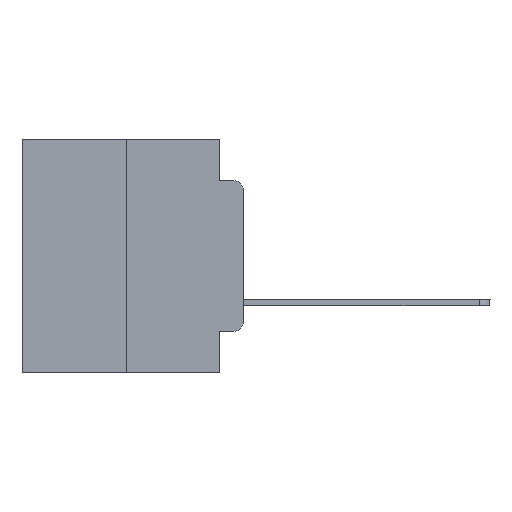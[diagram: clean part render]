
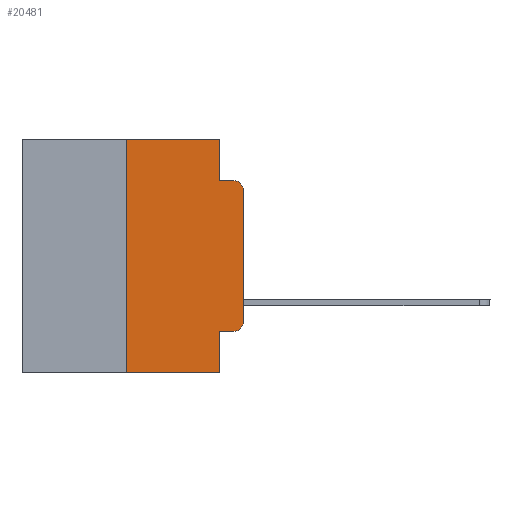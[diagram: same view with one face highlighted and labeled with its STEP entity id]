
A CAD part, left-side view. The second image highlights one B-rep face of the part: STEP entity #20481.
In plain terms, the highlighted planar face has unit normal (-1, 0, 0).
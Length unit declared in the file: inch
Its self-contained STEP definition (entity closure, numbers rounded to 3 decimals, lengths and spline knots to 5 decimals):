
#117 = VECTOR ( 'NONE', #11935, 39.37008 ) ;
#151 = EDGE_CURVE ( 'NONE', #6280, #19827, #7064, .T. ) ;
#484 = CARTESIAN_POINT ( 'NONE',  ( 0., 0.473, 0. ) ) ;
#859 = DIRECTION ( 'NONE',  ( 0., 0., -1. ) ) ;
#944 = ORIENTED_EDGE ( 'NONE', *, *, #17914, .T. ) ;
#984 = CARTESIAN_POINT ( 'NONE',  ( 0., 0.473, 0. ) ) ;
#1102 = EDGE_CURVE ( 'NONE', #4492, #12099, #7533, .T. ) ;
#1608 = LINE ( 'NONE', #17591, #5190 ) ;
#1856 = EDGE_LOOP ( 'NONE', ( #4291, #22819, #11342, #20733, #8107, #24088, #16413, #10720, #6372, #944 ) ) ;
#1889 = LINE ( 'NONE', #16145, #117 ) ;
#2262 = VERTEX_POINT ( 'NONE', #14881 ) ;
#3133 = LINE ( 'NONE', #23722, #7132 ) ;
#3654 = CARTESIAN_POINT ( 'NONE',  ( 0., 0., 0. ) ) ;
#4291 = ORIENTED_EDGE ( 'NONE', *, *, #10246, .T. ) ;
#4312 = CARTESIAN_POINT ( 'NONE',  ( 0., 0., -0.3915 ) ) ;
#4492 = VERTEX_POINT ( 'NONE', #23751 ) ;
#4929 = VERTEX_POINT ( 'NONE', #23691 ) ;
#5190 = VECTOR ( 'NONE', #7586, 39.37008 ) ;
#5392 = EDGE_CURVE ( 'NONE', #2262, #4492, #1608, .T. ) ;
#5607 = DIRECTION ( 'NONE',  ( -1., 0., 0. ) ) ;
#5613 = VERTEX_POINT ( 'NONE', #10837 ) ;
#5650 = LINE ( 'NONE', #3654, #16480 ) ;
#6280 = VERTEX_POINT ( 'NONE', #21060 ) ;
#6372 = ORIENTED_EDGE ( 'NONE', *, *, #10108, .T. ) ;
#6809 = PLANE ( 'NONE',  #18115 ) ;
#7010 = VERTEX_POINT ( 'NONE', #8605 ) ;
#7064 = LINE ( 'NONE', #21188, #25667 ) ;
#7129 = LINE ( 'NONE', #25054, #10594 ) ;
#7132 = VECTOR ( 'NONE', #19094, 39.37008 ) ;
#7335 = VERTEX_POINT ( 'NONE', #16837 ) ;
#7533 = LINE ( 'NONE', #13558, #16509 ) ;
#7586 = DIRECTION ( 'NONE',  ( 0., 0., -1. ) ) ;
#8107 = ORIENTED_EDGE ( 'NONE', *, *, #16109, .F. ) ;
#8605 = CARTESIAN_POINT ( 'NONE',  ( 0., 0.02, -0.4115 ) ) ;
#10108 = EDGE_CURVE ( 'NONE', #6280, #7010, #7129, .T. ) ;
#10246 = EDGE_CURVE ( 'NONE', #14877, #5613, #5650, .T. ) ;
#10594 = VECTOR ( 'NONE', #15157, 39.37008 ) ;
#10720 = ORIENTED_EDGE ( 'NONE', *, *, #151, .F. ) ;
#10837 = CARTESIAN_POINT ( 'NONE',  ( 0., 0., -0.1085 ) ) ;
#10903 = FACE_OUTER_BOUND ( 'NONE', #1856, .T. ) ;
#11228 = AXIS2_PLACEMENT_3D ( 'NONE', #19602, #5607, #13637 ) ;
#11342 = ORIENTED_EDGE ( 'NONE', *, *, #1102, .F. ) ;
#11603 = DIRECTION ( 'NONE',  ( 0., -1., 0. ) ) ;
#11637 = VECTOR ( 'NONE', #24396, 39.37008 ) ;
#11935 = DIRECTION ( 'NONE',  ( 0., 0., 1. ) ) ;
#12099 = VERTEX_POINT ( 'NONE', #19605 ) ;
#12287 = EDGE_CURVE ( 'NONE', #7335, #4929, #1889, .T. ) ;
#12841 = DIRECTION ( 'NONE',  ( 0., 0., -1. ) ) ;
#12940 = AXIS2_PLACEMENT_3D ( 'NONE', #21593, #13391, #859 ) ;
#13391 = DIRECTION ( 'NONE',  ( -1., 0., 0. ) ) ;
#13558 = CARTESIAN_POINT ( 'NONE',  ( 0., 0.051, -0.0885 ) ) ;
#13637 = DIRECTION ( 'NONE',  ( 0., 0., -1. ) ) ;
#14877 = VERTEX_POINT ( 'NONE', #4312 ) ;
#14881 = CARTESIAN_POINT ( 'NONE',  ( 0., 0.051, 0. ) ) ;
#15157 = DIRECTION ( 'NONE',  ( 0., -1., 0. ) ) ;
#16109 = EDGE_CURVE ( 'NONE', #4929, #2262, #22942, .T. ) ;
#16145 = CARTESIAN_POINT ( 'NONE',  ( 0., 0.25, 0. ) ) ;
#16190 = CARTESIAN_POINT ( 'NONE',  ( 0., 0.051, -0.5 ) ) ;
#16246 = CIRCLE ( 'NONE', #11228, 0.02 ) ;
#16413 = ORIENTED_EDGE ( 'NONE', *, *, #24728, .T. ) ;
#16480 = VECTOR ( 'NONE', #21631, 39.37008 ) ;
#16509 = VECTOR ( 'NONE', #11603, 39.37008 ) ;
#16837 = CARTESIAN_POINT ( 'NONE',  ( 0., 0.25, -0.5 ) ) ;
#17591 = CARTESIAN_POINT ( 'NONE',  ( 0., 0.051, 0. ) ) ;
#17914 = EDGE_CURVE ( 'NONE', #7010, #14877, #25193, .T. ) ;
#18115 = AXIS2_PLACEMENT_3D ( 'NONE', #984, #20793, #22639 ) ;
#19094 = DIRECTION ( 'NONE',  ( 0., -1., 0. ) ) ;
#19602 = CARTESIAN_POINT ( 'NONE',  ( 0., 0.02, -0.1085 ) ) ;
#19605 = CARTESIAN_POINT ( 'NONE',  ( 0., 0.02, -0.0885 ) ) ;
#19827 = VERTEX_POINT ( 'NONE', #16190 ) ;
#20481 = ADVANCED_FACE ( 'NONE', ( #10903 ), #6809, .F. ) ;
#20733 = ORIENTED_EDGE ( 'NONE', *, *, #5392, .F. ) ;
#20793 = DIRECTION ( 'NONE',  ( 1., 0., 0. ) ) ;
#21060 = CARTESIAN_POINT ( 'NONE',  ( 0., 0.051, -0.4115 ) ) ;
#21188 = CARTESIAN_POINT ( 'NONE',  ( 0., 0.051, 0. ) ) ;
#21593 = CARTESIAN_POINT ( 'NONE',  ( 0., 0.02, -0.3915 ) ) ;
#21631 = DIRECTION ( 'NONE',  ( 0., 0., 1. ) ) ;
#21792 = EDGE_CURVE ( 'NONE', #5613, #12099, #16246, .T. ) ;
#22639 = DIRECTION ( 'NONE',  ( 0., 0., -1. ) ) ;
#22819 = ORIENTED_EDGE ( 'NONE', *, *, #21792, .T. ) ;
#22942 = LINE ( 'NONE', #484, #11637 ) ;
#23691 = CARTESIAN_POINT ( 'NONE',  ( 0., 0.25, 0. ) ) ;
#23722 = CARTESIAN_POINT ( 'NONE',  ( 0., 0.473, -0.5 ) ) ;
#23751 = CARTESIAN_POINT ( 'NONE',  ( 0., 0.051, -0.0885 ) ) ;
#24088 = ORIENTED_EDGE ( 'NONE', *, *, #12287, .F. ) ;
#24396 = DIRECTION ( 'NONE',  ( 0., -1., 0. ) ) ;
#24728 = EDGE_CURVE ( 'NONE', #7335, #19827, #3133, .T. ) ;
#25054 = CARTESIAN_POINT ( 'NONE',  ( 0., 0.051, -0.4115 ) ) ;
#25193 = CIRCLE ( 'NONE', #12940, 0.02 ) ;
#25667 = VECTOR ( 'NONE', #12841, 39.37008 ) ;
